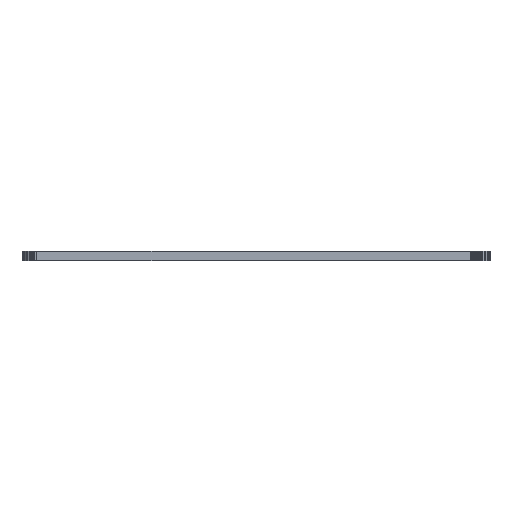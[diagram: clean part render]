
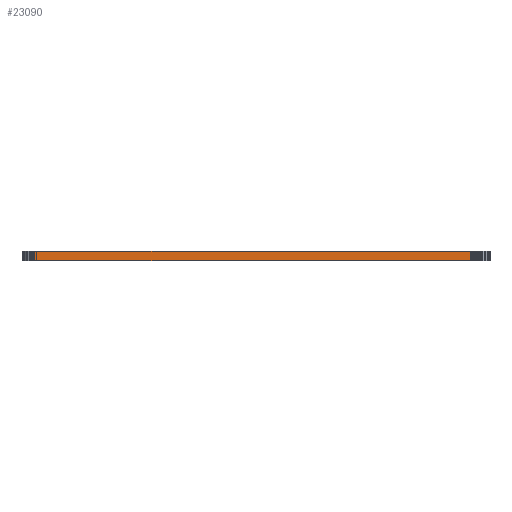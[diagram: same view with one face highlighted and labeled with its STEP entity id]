
A CAD part, front view. The second image highlights one B-rep face of the part: STEP entity #23090.
In plain terms, the highlighted planar face has unit normal (0.001, -1, 0).
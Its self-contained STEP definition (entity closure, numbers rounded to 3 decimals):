
#23034 = VERTEX_POINT('',#23035);
#23035 = CARTESIAN_POINT('',(-22.355,-23.88,-1.));
#23041 = EDGE_CURVE('',#23042,#23034,#23044,.T.);
#23042 = VERTEX_POINT('',#23043);
#23043 = CARTESIAN_POINT('',(-22.355,-23.88,0.));
#23044 = LINE('',#23045,#23046);
#23045 = CARTESIAN_POINT('',(-22.355,-23.88,0.));
#23046 = VECTOR('',#23047,1.);
#23047 = DIRECTION('',(0.,0.,-1.));
#23090 = ADVANCED_FACE('',(#23091),#23116,.T.);
#23091 = FACE_BOUND('',#23092,.T.);
#23092 = EDGE_LOOP('',(#23093,#23094,#23102,#23110));
#23093 = ORIENTED_EDGE('',*,*,#23041,.T.);
#23094 = ORIENTED_EDGE('',*,*,#23095,.T.);
#23095 = EDGE_CURVE('',#23034,#23096,#23098,.T.);
#23096 = VERTEX_POINT('',#23097);
#23097 = CARTESIAN_POINT('',(21.494,-23.855,-1.));
#23098 = LINE('',#23099,#23100);
#23099 = CARTESIAN_POINT('',(-22.355,-23.88,-1.));
#23100 = VECTOR('',#23101,1.);
#23101 = DIRECTION('',(1.,0.001,0.));
#23102 = ORIENTED_EDGE('',*,*,#23103,.F.);
#23103 = EDGE_CURVE('',#23104,#23096,#23106,.T.);
#23104 = VERTEX_POINT('',#23105);
#23105 = CARTESIAN_POINT('',(21.494,-23.855,0.));
#23106 = LINE('',#23107,#23108);
#23107 = CARTESIAN_POINT('',(21.494,-23.855,0.));
#23108 = VECTOR('',#23109,1.);
#23109 = DIRECTION('',(0.,0.,-1.));
#23110 = ORIENTED_EDGE('',*,*,#23111,.F.);
#23111 = EDGE_CURVE('',#23042,#23104,#23112,.T.);
#23112 = LINE('',#23113,#23114);
#23113 = CARTESIAN_POINT('',(-22.355,-23.88,0.));
#23114 = VECTOR('',#23115,1.);
#23115 = DIRECTION('',(1.,0.001,0.));
#23116 = PLANE('',#23117);
#23117 = AXIS2_PLACEMENT_3D('',#23118,#23119,#23120);
#23118 = CARTESIAN_POINT('',(-22.355,-23.88,0.));
#23119 = DIRECTION('',(0.001,-1.,0.));
#23120 = DIRECTION('',(1.,0.001,0.));
